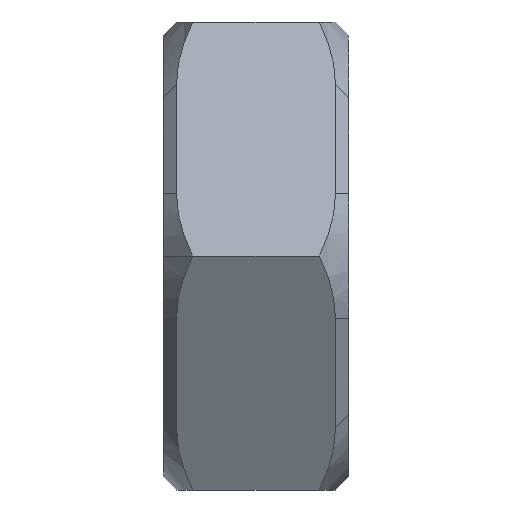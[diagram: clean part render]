
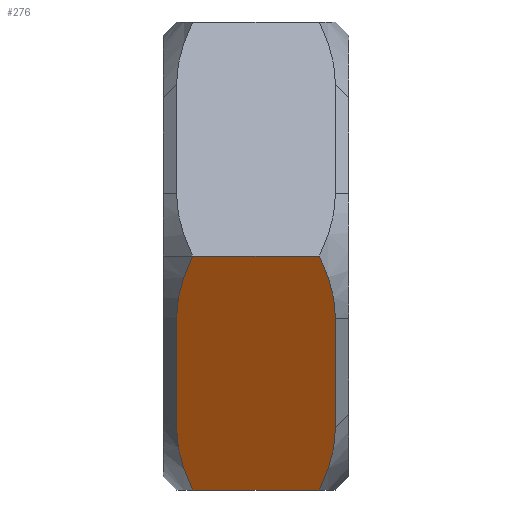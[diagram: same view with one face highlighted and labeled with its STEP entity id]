
A CAD part, left-side view. The second image highlights one B-rep face of the part: STEP entity #276.
In plain terms, the highlighted planar face has unit normal (-0.866, 0, -0.5).
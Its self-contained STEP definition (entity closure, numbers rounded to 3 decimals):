
#26 = ORIENTED_EDGE ( 'NONE', *, *, #1322, .F. ) ;
#47 = AXIS2_PLACEMENT_3D ( 'NONE', #110, #1361, #319 ) ;
#49 = CARTESIAN_POINT ( 'NONE',  ( -1.938, 0.15, -1.943 ) ) ;
#91 =( BOUNDED_CURVE ( )  B_SPLINE_CURVE ( 3, ( #647, #131, #863, #138 ),
 .UNSPECIFIED., .F., .F. ) 
 B_SPLINE_CURVE_WITH_KNOTS ( ( 4, 4 ),
 ( 3.503, 3.864 ),
 .UNSPECIFIED. ) 
 CURVE ( )  GEOMETRIC_REPRESENTATION_ITEM ( )  RATIONAL_B_SPLINE_CURVE ( ( 1., 0.989, 0.989, 1. ) ) 
 REPRESENTATION_ITEM ( '' )  );
#100 = ORIENTED_EDGE ( 'NONE', *, *, #1310, .T. ) ;
#110 = CARTESIAN_POINT ( 'NONE',  ( -1.53, 2.1, -2.65 ) ) ;
#118 = CARTESIAN_POINT ( 'NONE',  ( -2.92, 0.212, -0.242 ) ) ;
#131 = CARTESIAN_POINT ( 'NONE',  ( -1.807, 1.95, -2.169 ) ) ;
#138 = CARTESIAN_POINT ( 'NONE',  ( -1.53, 1.767, -2.65 ) ) ;
#175 = ORIENTED_EDGE ( 'NONE', *, *, #1011, .T. ) ;
#176 = CARTESIAN_POINT ( 'NONE',  ( -1.53, 2.1, -2.65 ) ) ;
#202 = VERTEX_POINT ( 'NONE', #1087 ) ;
#214 = CARTESIAN_POINT ( 'NONE',  ( -1.67, 0.212, -2.408 ) ) ;
#221 = FACE_OUTER_BOUND ( 'NONE', #614, .T. ) ;
#227 = CARTESIAN_POINT ( 'NONE',  ( -2.652, 0.15, -0.707 ) ) ;
#276 = ADVANCED_FACE ( 'NONE', ( #221 ), #1062, .F. ) ;
#319 = DIRECTION ( 'NONE',  ( 0.5, 0., -0.866 ) ) ;
#333 = CARTESIAN_POINT ( 'NONE',  ( -2.652, 0.15, -0.707 ) ) ;
#385 = LINE ( 'NONE', #393, #916 ) ;
#393 = CARTESIAN_POINT ( 'NONE',  ( -1.53, 0.15, -2.65 ) ) ;
#410 = ORIENTED_EDGE ( 'NONE', *, *, #1050, .T. ) ;
#413 = CARTESIAN_POINT ( 'NONE',  ( -1.53, 1.767, -2.65 ) ) ;
#436 = CARTESIAN_POINT ( 'NONE',  ( -2.652, 1.95, -0.707 ) ) ;
#464 = EDGE_CURVE ( 'NONE', #571, #202, #1323, .T. ) ;
#479 = VECTOR ( 'NONE', #1117, 1000. ) ;
#484 = VERTEX_POINT ( 'NONE', #49 ) ;
#533 = CARTESIAN_POINT ( 'NONE',  ( -3.06, 0.333, 0. ) ) ;
#569 = CARTESIAN_POINT ( 'NONE',  ( -1.53, 1.95, -2.65 ) ) ;
#571 = VERTEX_POINT ( 'NONE', #436 ) ;
#581 = DIRECTION ( 'NONE',  ( -0.5, 0., 0.866 ) ) ;
#614 = EDGE_LOOP ( 'NONE', ( #175, #668, #657, #410, #26, #756, #1128, #100 ) ) ;
#634 =( BOUNDED_CURVE ( )  B_SPLINE_CURVE ( 3, ( #846, #214, #852, #938 ),
 .UNSPECIFIED., .F., .F. ) 
 B_SPLINE_CURVE_WITH_KNOTS ( ( 4, 4 ),
 ( 5.56, 5.922 ),
 .UNSPECIFIED. ) 
 CURVE ( )  GEOMETRIC_REPRESENTATION_ITEM ( )  RATIONAL_B_SPLINE_CURVE ( ( 1., 0.989, 0.989, 1. ) ) 
 REPRESENTATION_ITEM ( '' )  );
#647 = CARTESIAN_POINT ( 'NONE',  ( -1.938, 1.95, -1.943 ) ) ;
#657 = ORIENTED_EDGE ( 'NONE', *, *, #682, .T. ) ;
#668 = ORIENTED_EDGE ( 'NONE', *, *, #1269, .T. ) ;
#682 = EDGE_CURVE ( 'NONE', #484, #732, #385, .T. ) ;
#706 = VERTEX_POINT ( 'NONE', #1006 ) ;
#718 = CARTESIAN_POINT ( 'NONE',  ( -1.53, 0.333, -2.65 ) ) ;
#732 = VERTEX_POINT ( 'NONE', #333 ) ;
#756 = ORIENTED_EDGE ( 'NONE', *, *, #1159, .T. ) ;
#798 = VERTEX_POINT ( 'NONE', #413 ) ;
#818 = CARTESIAN_POINT ( 'NONE',  ( -2.92, 1.888, -0.242 ) ) ;
#846 = CARTESIAN_POINT ( 'NONE',  ( -1.53, 0.333, -2.65 ) ) ;
#852 = CARTESIAN_POINT ( 'NONE',  ( -1.807, 0.15, -2.169 ) ) ;
#857 = CARTESIAN_POINT ( 'NONE',  ( -3.06, 2.1, 0. ) ) ;
#863 = CARTESIAN_POINT ( 'NONE',  ( -1.67, 1.888, -2.408 ) ) ;
#887 = DIRECTION ( 'NONE',  ( 0., -1., 0. ) ) ;
#916 = VECTOR ( 'NONE', #581, 1000. ) ;
#938 = CARTESIAN_POINT ( 'NONE',  ( -1.938, 0.15, -1.943 ) ) ;
#968 = LINE ( 'NONE', #857, #1123 ) ;
#970 =( BOUNDED_CURVE ( )  B_SPLINE_CURVE ( 3, ( #227, #1067, #118, #533 ),
 .UNSPECIFIED., .F., .F. ) 
 B_SPLINE_CURVE_WITH_KNOTS ( ( 4, 4 ),
 ( 0.361, 0.723 ),
 .UNSPECIFIED. ) 
 CURVE ( )  GEOMETRIC_REPRESENTATION_ITEM ( )  RATIONAL_B_SPLINE_CURVE ( ( 1., 0.989, 0.989, 1. ) ) 
 REPRESENTATION_ITEM ( '' )  );
#987 = VECTOR ( 'NONE', #1343, 1000. ) ;
#1002 = CARTESIAN_POINT ( 'NONE',  ( -2.652, 1.95, -0.707 ) ) ;
#1006 = CARTESIAN_POINT ( 'NONE',  ( -3.06, 0.333, 0. ) ) ;
#1007 = VERTEX_POINT ( 'NONE', #718 ) ;
#1011 = EDGE_CURVE ( 'NONE', #798, #1007, #1225, .T. ) ;
#1043 = CARTESIAN_POINT ( 'NONE',  ( -2.783, 1.95, -0.481 ) ) ;
#1050 = EDGE_CURVE ( 'NONE', #732, #706, #970, .T. ) ;
#1062 = PLANE ( 'NONE',  #47 ) ;
#1067 = CARTESIAN_POINT ( 'NONE',  ( -2.783, 0.15, -0.481 ) ) ;
#1087 = CARTESIAN_POINT ( 'NONE',  ( -1.938, 1.95, -1.943 ) ) ;
#1117 = DIRECTION ( 'NONE',  ( 0.5, 0., -0.866 ) ) ;
#1123 = VECTOR ( 'NONE', #887, 1000. ) ;
#1128 = ORIENTED_EDGE ( 'NONE', *, *, #464, .T. ) ;
#1159 = EDGE_CURVE ( 'NONE', #1192, #571, #1357, .T. ) ;
#1192 = VERTEX_POINT ( 'NONE', #1375 ) ;
#1225 = LINE ( 'NONE', #176, #987 ) ;
#1269 = EDGE_CURVE ( 'NONE', #1007, #484, #634, .T. ) ;
#1310 = EDGE_CURVE ( 'NONE', #202, #798, #91, .T. ) ;
#1322 = EDGE_CURVE ( 'NONE', #1192, #706, #968, .T. ) ;
#1323 = LINE ( 'NONE', #569, #479 ) ;
#1343 = DIRECTION ( 'NONE',  ( 0., -1., 0. ) ) ;
#1357 =( BOUNDED_CURVE ( )  B_SPLINE_CURVE ( 3, ( #1363, #818, #1043, #1002 ),
 .UNSPECIFIED., .F., .F. ) 
 B_SPLINE_CURVE_WITH_KNOTS ( ( 4, 4 ),
 ( 5.56, 5.922 ),
 .UNSPECIFIED. ) 
 CURVE ( )  GEOMETRIC_REPRESENTATION_ITEM ( )  RATIONAL_B_SPLINE_CURVE ( ( 1., 0.989, 0.989, 1. ) ) 
 REPRESENTATION_ITEM ( '' )  );
#1361 = DIRECTION ( 'NONE',  ( 0.866, 0., 0.5 ) ) ;
#1363 = CARTESIAN_POINT ( 'NONE',  ( -3.06, 1.767, 0. ) ) ;
#1375 = CARTESIAN_POINT ( 'NONE',  ( -3.06, 1.767, 0. ) ) ;
